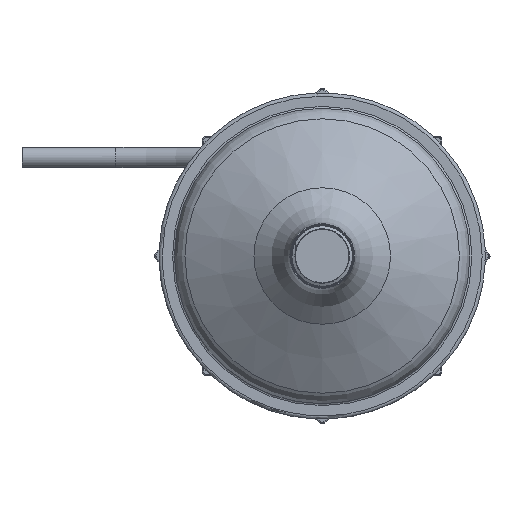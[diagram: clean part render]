
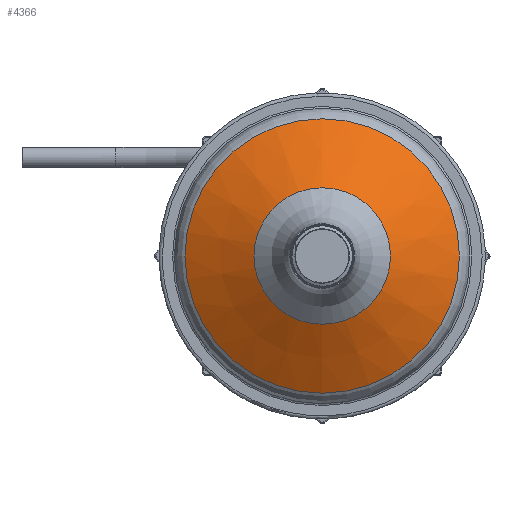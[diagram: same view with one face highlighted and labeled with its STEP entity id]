
A CAD part, front view. The second image highlights one B-rep face of the part: STEP entity #4366.
In plain terms, the highlighted conical face has half-angle 60 degrees and reference radius 21.903 mm.
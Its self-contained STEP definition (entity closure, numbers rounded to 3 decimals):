
#822=FACE_BOUND('',#1205,.T.);
#922=FACE_OUTER_BOUND('',#1204,.T.);
#1204=EDGE_LOOP('',(#3143));
#1205=EDGE_LOOP('',(#3144));
#1512=CIRCLE('',#4671,14.556);
#1513=CIRCLE('',#4673,29.25);
#2045=VERTEX_POINT('',#8857);
#2046=VERTEX_POINT('',#8860);
#2463=EDGE_CURVE('',#2045,#2045,#1512,.T.);
#2464=EDGE_CURVE('',#2046,#2046,#1513,.T.);
#3143=ORIENTED_EDGE('',*,*,#2464,.F.);
#3144=ORIENTED_EDGE('',*,*,#2463,.T.);
#4306=CONICAL_SURFACE('',#4672,21.903,60.);
#4366=ADVANCED_FACE('',(#922,#822),#4306,.T.);
#4671=AXIS2_PLACEMENT_3D('',#8858,#5158,#5159);
#4672=AXIS2_PLACEMENT_3D('',#8859,#5160,#5161);
#4673=AXIS2_PLACEMENT_3D('',#8861,#5162,#5163);
#5158=DIRECTION('center_axis',(0.,1.,0.));
#5159=DIRECTION('ref_axis',(0.,0.,1.));
#5160=DIRECTION('center_axis',(0.,1.,0.));
#5161=DIRECTION('ref_axis',(0.,0.,1.));
#5162=DIRECTION('center_axis',(0.,1.,0.));
#5163=DIRECTION('ref_axis',(0.,0.,1.));
#8857=CARTESIAN_POINT('',(3.393,-65.086,22.96));
#8858=CARTESIAN_POINT('Origin',(3.393,-65.086,8.404));
#8859=CARTESIAN_POINT('Origin',(3.393,-60.844,8.404));
#8860=CARTESIAN_POINT('',(3.393,-56.602,37.654));
#8861=CARTESIAN_POINT('Origin',(3.393,-56.602,8.404));
